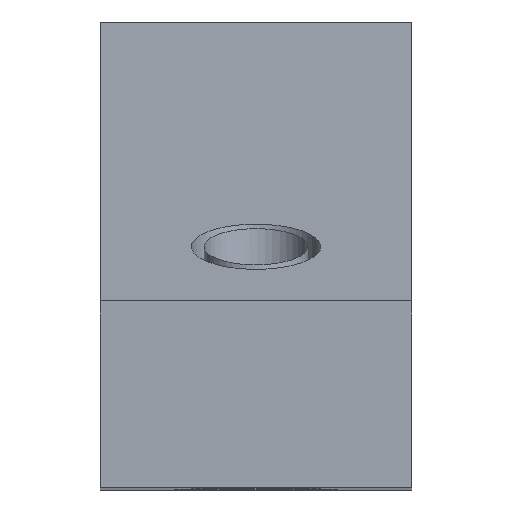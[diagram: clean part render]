
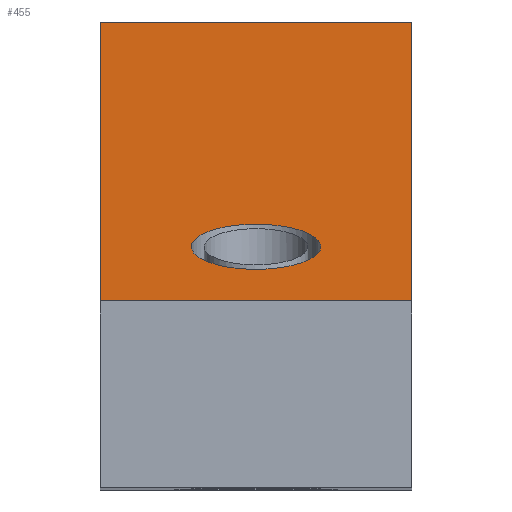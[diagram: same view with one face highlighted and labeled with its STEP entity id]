
A CAD part, top view. The second image highlights one B-rep face of the part: STEP entity #455.
In plain terms, the highlighted planar face has unit normal (0, 0.944, 0.33).
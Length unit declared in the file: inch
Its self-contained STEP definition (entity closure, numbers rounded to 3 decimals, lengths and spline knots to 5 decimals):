
#152=DIRECTION('',(0.,0.33,-0.944));
#153=VECTOR('',#152,2.04558);
#154=CARTESIAN_POINT('',(0.,0.45,2.993));
#155=LINE('',#154,#153);
#160=CARTESIAN_POINT('',(0.531,0.58108,2.618));
#161=CARTESIAN_POINT('',(0.531,0.57466,2.63638));
#162=CARTESIAN_POINT('',(0.52434,0.56078,2.6761));
#163=CARTESIAN_POINT('',(0.48858,0.54137,2.73161));
#164=CARTESIAN_POINT('',(0.44243,0.53097,2.76137));
#165=CARTESIAN_POINT('',(0.40317,0.52713,2.77236));
#166=CARTESIAN_POINT('',(0.375,0.52627,2.77482));
#167=CARTESIAN_POINT('',(0.34683,0.52713,2.77236));
#168=CARTESIAN_POINT('',(0.30757,0.53097,2.76137));
#169=CARTESIAN_POINT('',(0.26142,0.54137,2.73161));
#170=CARTESIAN_POINT('',(0.22566,0.56078,2.6761));
#171=CARTESIAN_POINT('',(0.219,0.57466,2.63638));
#172=CARTESIAN_POINT('',(0.219,0.58108,2.618));
#174=CARTESIAN_POINT('',(0.219,0.58108,2.618));
#175=CARTESIAN_POINT('',(0.219,0.58751,2.59962));
#176=CARTESIAN_POINT('',(0.22566,0.60139,2.5599));
#177=CARTESIAN_POINT('',(0.26142,0.6208,2.50439));
#178=CARTESIAN_POINT('',(0.30757,0.6312,2.47463));
#179=CARTESIAN_POINT('',(0.34683,0.63504,2.46364));
#180=CARTESIAN_POINT('',(0.375,0.6359,2.46118));
#181=CARTESIAN_POINT('',(0.40317,0.63504,2.46364));
#182=CARTESIAN_POINT('',(0.44243,0.6312,2.47463));
#183=CARTESIAN_POINT('',(0.48858,0.6208,2.50439));
#184=CARTESIAN_POINT('',(0.52434,0.60139,2.5599));
#185=CARTESIAN_POINT('',(0.531,0.58751,2.59962));
#186=CARTESIAN_POINT('',(0.531,0.58108,2.618));
#198=DIRECTION('',(-1.,0.,0.));
#199=VECTOR('',#198,0.75);
#200=CARTESIAN_POINT('',(0.75,1.125,1.062));
#201=LINE('',#200,#199);
#290=DIRECTION('',(0.,0.33,-0.944));
#291=VECTOR('',#290,2.04558);
#292=CARTESIAN_POINT('',(0.75,0.45,2.993));
#293=LINE('',#292,#291);
#298=DIRECTION('',(1.,0.,0.));
#299=VECTOR('',#298,0.75);
#300=CARTESIAN_POINT('',(0.,0.45,2.993));
#301=LINE('',#300,#299);
#366=CARTESIAN_POINT('',(0.,0.45,2.993));
#367=CARTESIAN_POINT('',(0.75,0.45,2.993));
#368=VERTEX_POINT('',#366);
#369=VERTEX_POINT('',#367);
#370=CARTESIAN_POINT('',(0.75,1.125,1.062));
#371=VERTEX_POINT('',#370);
#372=CARTESIAN_POINT('',(0.,1.125,1.062));
#373=VERTEX_POINT('',#372);
#374=VERTEX_POINT('',#160);
#375=VERTEX_POINT('',#172);
#435=CARTESIAN_POINT('',(0.825,0.45,2.993));
#436=DIRECTION('',(0.,-0.944,-0.33));
#437=DIRECTION('',(0.,0.33,-0.944));
#438=AXIS2_PLACEMENT_3D('',#435,#436,#437);
#439=PLANE('',#438);
#440=ORIENTED_EDGE('',*,*,#424,.T.);
#442=ORIENTED_EDGE('',*,*,#441,.F.);
#444=ORIENTED_EDGE('',*,*,#443,.F.);
#446=ORIENTED_EDGE('',*,*,#445,.F.);
#447=EDGE_LOOP('',(#440,#442,#444,#446));
#448=FACE_OUTER_BOUND('',#447,.F.);
#450=ORIENTED_EDGE('',*,*,#449,.F.);
#452=ORIENTED_EDGE('',*,*,#451,.F.);
#453=EDGE_LOOP('',(#450,#452));
#454=FACE_BOUND('',#453,.F.);
#455=ADVANCED_FACE('',(#448,#454),#439,.F.);
#173=B_SPLINE_CURVE_WITH_KNOTS('',3,(#160,#161,#162,#163,#164,#165,#166,#167,
#168,#169,#170,#171,#172),.UNSPECIFIED.,.F.,.F.,(4,1,1,1,1,1,1,1,1,1,4),(0.,
0.125,0.25,0.375,0.4375,0.5,0.5625,0.625,0.75,0.875,1.),
.UNSPECIFIED.);
#187=B_SPLINE_CURVE_WITH_KNOTS('',3,(#174,#175,#176,#177,#178,#179,#180,#181,
#182,#183,#184,#185,#186),.UNSPECIFIED.,.F.,.F.,(4,1,1,1,1,1,1,1,1,1,4),(0.,
0.125,0.25,0.375,0.4375,0.5,0.5625,0.625,0.75,0.875,1.),
.UNSPECIFIED.);
#424=EDGE_CURVE('',#368,#373,#155,.T.);
#441=EDGE_CURVE('',#371,#373,#201,.T.);
#443=EDGE_CURVE('',#369,#371,#293,.T.);
#445=EDGE_CURVE('',#368,#369,#301,.T.);
#449=EDGE_CURVE('',#374,#375,#173,.T.);
#451=EDGE_CURVE('',#375,#374,#187,.T.);
